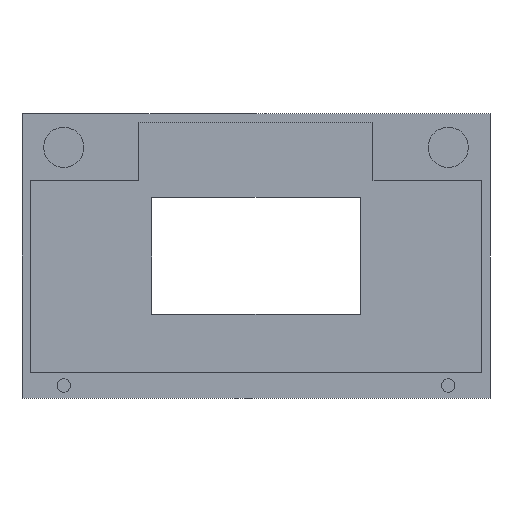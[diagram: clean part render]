
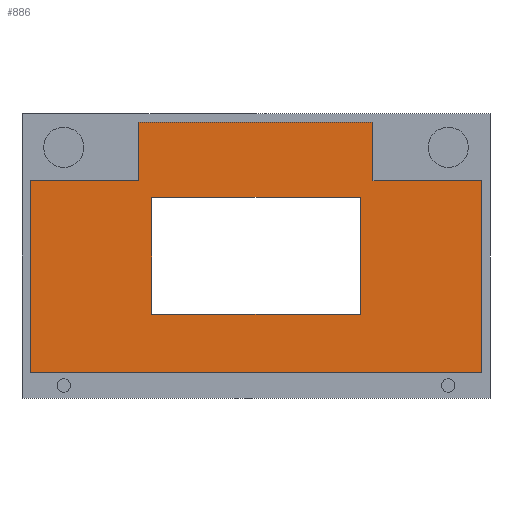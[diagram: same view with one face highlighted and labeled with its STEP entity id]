
A CAD part, front view. The second image highlights one B-rep face of the part: STEP entity #886.
In plain terms, the highlighted planar face has unit normal (0, -1, 0).
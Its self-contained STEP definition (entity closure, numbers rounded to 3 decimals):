
#12 = VERTEX_POINT ( 'NONE', #669 ) ;
#14 = LINE ( 'NONE', #600, #354 ) ;
#20 = VERTEX_POINT ( 'NONE', #172 ) ;
#35 = CARTESIAN_POINT ( 'NONE',  ( 0., 3., 14.328 ) ) ;
#44 = CARTESIAN_POINT ( 'NONE',  ( 20.832, 3., 14.328 ) ) ;
#46 = VERTEX_POINT ( 'NONE', #612 ) ;
#50 = CARTESIAN_POINT ( 'NONE',  ( -20.168, 3., 0. ) ) ;
#51 = LINE ( 'NONE', #419, #761 ) ;
#61 = EDGE_CURVE ( 'NONE', #512, #315, #307, .T. ) ;
#77 = EDGE_CURVE ( 'NONE', #855, #631, #822, .T. ) ;
#79 = VERTEX_POINT ( 'NONE', #375 ) ;
#84 = FACE_BOUND ( 'NONE', #302, .T. ) ;
#100 = CARTESIAN_POINT ( 'NONE',  ( -5.668, 3., 12.328 ) ) ;
#114 = LINE ( 'NONE', #409, #200 ) ;
#120 = EDGE_CURVE ( 'NONE', #711, #315, #828, .T. ) ;
#125 = EDGE_CURVE ( 'NONE', #20, #711, #597, .T. ) ;
#134 = CARTESIAN_POINT ( 'NONE',  ( 33.832, 3., 0. ) ) ;
#144 = AXIS2_PLACEMENT_3D ( 'NONE', #366, #666, #721 ) ;
#147 = EDGE_CURVE ( 'NONE', #248, #12, #879, .T. ) ;
#152 = ORIENTED_EDGE ( 'NONE', *, *, #515, .T. ) ;
#172 = CARTESIAN_POINT ( 'NONE',  ( -7.168, 3., 14.328 ) ) ;
#183 = EDGE_CURVE ( 'NONE', #855, #79, #834, .T. ) ;
#189 = CARTESIAN_POINT ( 'NONE',  ( 0., 3., 21.328 ) ) ;
#192 = LINE ( 'NONE', #35, #211 ) ;
#194 = CARTESIAN_POINT ( 'NONE',  ( 33.832, 3., -8.672 ) ) ;
#197 = CARTESIAN_POINT ( 'NONE',  ( 19.332, 3., 12.328 ) ) ;
#200 = VECTOR ( 'NONE', #266, 1000. ) ;
#211 = VECTOR ( 'NONE', #327, 1000. ) ;
#221 = EDGE_CURVE ( 'NONE', #512, #46, #192, .T. ) ;
#223 = VERTEX_POINT ( 'NONE', #407 ) ;
#237 = DIRECTION ( 'NONE',  ( 0., 0., 1. ) ) ;
#248 = VERTEX_POINT ( 'NONE', #100 ) ;
#257 = DIRECTION ( 'NONE',  ( 0., 0., 1. ) ) ;
#261 = VECTOR ( 'NONE', #760, 1000. ) ;
#266 = DIRECTION ( 'NONE',  ( 0., 0., 1. ) ) ;
#279 = ORIENTED_EDGE ( 'NONE', *, *, #715, .F. ) ;
#290 = ORIENTED_EDGE ( 'NONE', *, *, #183, .F. ) ;
#295 = VECTOR ( 'NONE', #531, 1000. ) ;
#301 = CARTESIAN_POINT ( 'NONE',  ( -20.168, 3., -8.672 ) ) ;
#302 = EDGE_LOOP ( 'NONE', ( #562, #388, #398, #152 ) ) ;
#307 = LINE ( 'NONE', #451, #583 ) ;
#309 = VECTOR ( 'NONE', #841, 1000. ) ;
#314 = DIRECTION ( 'NONE',  ( 1., 0., 0. ) ) ;
#315 = VERTEX_POINT ( 'NONE', #881 ) ;
#316 = CARTESIAN_POINT ( 'NONE',  ( 0., 3., -8.672 ) ) ;
#324 = DIRECTION ( 'NONE',  ( 0., 0., 1. ) ) ;
#327 = DIRECTION ( 'NONE',  ( 1., 0., 0. ) ) ;
#328 = LINE ( 'NONE', #134, #382 ) ;
#354 = VECTOR ( 'NONE', #314, 1000. ) ;
#358 = ORIENTED_EDGE ( 'NONE', *, *, #120, .F. ) ;
#361 = PLANE ( 'NONE',  #144 ) ;
#362 = ORIENTED_EDGE ( 'NONE', *, *, #221, .F. ) ;
#366 = CARTESIAN_POINT ( 'NONE',  ( 0., 3., 0. ) ) ;
#372 = FACE_OUTER_BOUND ( 'NONE', #889, .T. ) ;
#375 = CARTESIAN_POINT ( 'NONE',  ( -20.168, 3., 14.328 ) ) ;
#382 = VECTOR ( 'NONE', #622, 1000. ) ;
#388 = ORIENTED_EDGE ( 'NONE', *, *, #147, .T. ) ;
#398 = ORIENTED_EDGE ( 'NONE', *, *, #578, .T. ) ;
#402 = LINE ( 'NONE', #559, #309 ) ;
#407 = CARTESIAN_POINT ( 'NONE',  ( 19.332, 3., -1.672 ) ) ;
#409 = CARTESIAN_POINT ( 'NONE',  ( -5.668, 3., 12.328 ) ) ;
#419 = CARTESIAN_POINT ( 'NONE',  ( 19.332, 3., -1.672 ) ) ;
#447 = VECTOR ( 'NONE', #237, 1000. ) ;
#450 = ORIENTED_EDGE ( 'NONE', *, *, #61, .T. ) ;
#451 = CARTESIAN_POINT ( 'NONE',  ( 20.832, 3., 0. ) ) ;
#512 = VERTEX_POINT ( 'NONE', #44 ) ;
#513 = VERTEX_POINT ( 'NONE', #777 ) ;
#515 = EDGE_CURVE ( 'NONE', #223, #513, #51, .T. ) ;
#531 = DIRECTION ( 'NONE',  ( 1., 0., 0. ) ) ;
#559 = CARTESIAN_POINT ( 'NONE',  ( 19.332, 3., 12.328 ) ) ;
#562 = ORIENTED_EDGE ( 'NONE', *, *, #646, .T. ) ;
#575 = VECTOR ( 'NONE', #701, 1000. ) ;
#578 = EDGE_CURVE ( 'NONE', #12, #223, #402, .T. ) ;
#583 = VECTOR ( 'NONE', #324, 1000. ) ;
#597 = LINE ( 'NONE', #872, #447 ) ;
#600 = CARTESIAN_POINT ( 'NONE',  ( 0., 3., 14.328 ) ) ;
#612 = CARTESIAN_POINT ( 'NONE',  ( 33.832, 3., 14.328 ) ) ;
#622 = DIRECTION ( 'NONE',  ( 0., 0., 1. ) ) ;
#631 = VERTEX_POINT ( 'NONE', #194 ) ;
#642 = EDGE_CURVE ( 'NONE', #631, #46, #328, .T. ) ;
#644 = ORIENTED_EDGE ( 'NONE', *, *, #125, .F. ) ;
#646 = EDGE_CURVE ( 'NONE', #513, #248, #114, .T. ) ;
#666 = DIRECTION ( 'NONE',  ( 0., 1., 0. ) ) ;
#669 = CARTESIAN_POINT ( 'NONE',  ( 19.332, 3., 12.328 ) ) ;
#700 = VECTOR ( 'NONE', #257, 1000. ) ;
#701 = DIRECTION ( 'NONE',  ( 1., 0., 0. ) ) ;
#704 = ORIENTED_EDGE ( 'NONE', *, *, #642, .T. ) ;
#711 = VERTEX_POINT ( 'NONE', #895 ) ;
#715 = EDGE_CURVE ( 'NONE', #79, #20, #14, .T. ) ;
#721 = DIRECTION ( 'NONE',  ( 0., 0., 1. ) ) ;
#730 = ORIENTED_EDGE ( 'NONE', *, *, #77, .T. ) ;
#760 = DIRECTION ( 'NONE',  ( 1., 0., 0. ) ) ;
#761 = VECTOR ( 'NONE', #831, 1000. ) ;
#777 = CARTESIAN_POINT ( 'NONE',  ( -5.668, 3., -1.672 ) ) ;
#822 = LINE ( 'NONE', #316, #295 ) ;
#828 = LINE ( 'NONE', #189, #261 ) ;
#831 = DIRECTION ( 'NONE',  ( -1., 0., 0. ) ) ;
#834 = LINE ( 'NONE', #50, #700 ) ;
#841 = DIRECTION ( 'NONE',  ( 0., 0., -1. ) ) ;
#855 = VERTEX_POINT ( 'NONE', #301 ) ;
#872 = CARTESIAN_POINT ( 'NONE',  ( -7.168, 3., 0. ) ) ;
#879 = LINE ( 'NONE', #197, #575 ) ;
#881 = CARTESIAN_POINT ( 'NONE',  ( 20.832, 3., 21.328 ) ) ;
#886 = ADVANCED_FACE ( 'NONE', ( #372, #84 ), #361, .F. ) ;
#889 = EDGE_LOOP ( 'NONE', ( #290, #730, #704, #362, #450, #358, #644, #279 ) ) ;
#895 = CARTESIAN_POINT ( 'NONE',  ( -7.168, 3., 21.328 ) ) ;
